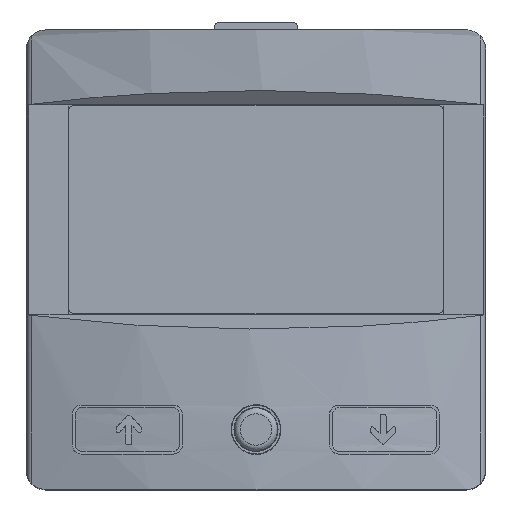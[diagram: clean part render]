
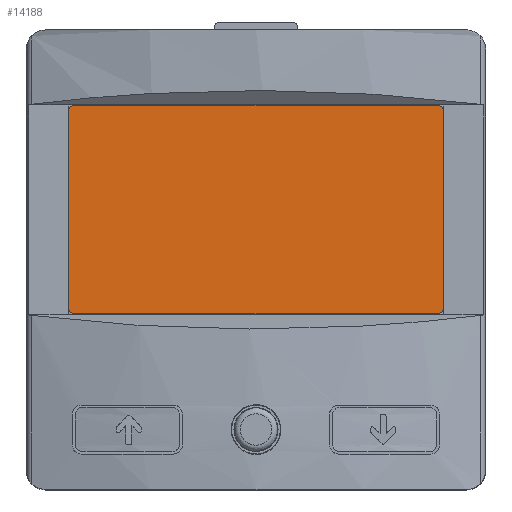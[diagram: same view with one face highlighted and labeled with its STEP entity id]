
A CAD part, top view. The second image highlights one B-rep face of the part: STEP entity #14188.
In plain terms, the highlighted planar face has unit normal (0, 0, 1).
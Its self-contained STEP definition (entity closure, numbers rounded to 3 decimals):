
#268=CIRCLE('',#14894,0.4);
#269=CIRCLE('',#14897,0.4);
#270=CIRCLE('',#14900,0.4);
#271=CIRCLE('',#14903,0.4);
#976=ORIENTED_EDGE('',*,*,#4063,.T.);
#977=ORIENTED_EDGE('',*,*,#4066,.T.);
#978=ORIENTED_EDGE('',*,*,#4068,.T.);
#979=ORIENTED_EDGE('',*,*,#4070,.T.);
#980=ORIENTED_EDGE('',*,*,#4072,.T.);
#981=ORIENTED_EDGE('',*,*,#4074,.T.);
#982=ORIENTED_EDGE('',*,*,#4076,.T.);
#983=ORIENTED_EDGE('',*,*,#4077,.T.);
#4063=EDGE_CURVE('',#5628,#5627,#6665,.T.);
#4066=EDGE_CURVE('',#5627,#5629,#268,.T.);
#4068=EDGE_CURVE('',#5629,#5630,#6669,.T.);
#4070=EDGE_CURVE('',#5630,#5631,#269,.T.);
#4072=EDGE_CURVE('',#5631,#5632,#6672,.T.);
#4074=EDGE_CURVE('',#5632,#5633,#270,.T.);
#4076=EDGE_CURVE('',#5633,#5634,#6675,.T.);
#4077=EDGE_CURVE('',#5634,#5628,#271,.T.);
#5627=VERTEX_POINT('',#19670);
#5628=VERTEX_POINT('',#19672);
#5629=VERTEX_POINT('',#19676);
#5630=VERTEX_POINT('',#19680);
#5631=VERTEX_POINT('',#19684);
#5632=VERTEX_POINT('',#19688);
#5633=VERTEX_POINT('',#19692);
#5634=VERTEX_POINT('',#19696);
#6665=LINE('',#19671,#8020);
#6669=LINE('',#19681,#8024);
#6672=LINE('',#19689,#8027);
#6675=LINE('',#19697,#8030);
#8020=VECTOR('',#16175,1000.);
#8024=VECTOR('',#16185,1000.);
#8027=VECTOR('',#16194,1000.);
#8030=VECTOR('',#16203,1000.);
#9145=EDGE_LOOP('',(#976,#977,#978,#979,#980,#981,#982,#983));
#9908=FACE_BOUND('',#9145,.T.);
#10588=PLANE('',#14904);
#14188=ADVANCED_FACE('',(#9908),#10588,.T.);
#14894=AXIS2_PLACEMENT_3D('',#19677,#16180,#16181);
#14897=AXIS2_PLACEMENT_3D('',#19685,#16189,#16190);
#14900=AXIS2_PLACEMENT_3D('',#19693,#16198,#16199);
#14903=AXIS2_PLACEMENT_3D('',#19699,#16206,#16207);
#14904=AXIS2_PLACEMENT_3D('',#19700,#16208,#16209);
#16175=DIRECTION('',(0.,-1.,0.));
#16180=DIRECTION('',(0.,0.,1.));
#16181=DIRECTION('',(1.,0.,0.));
#16185=DIRECTION('',(1.,0.,0.));
#16189=DIRECTION('',(0.,0.,1.));
#16190=DIRECTION('',(1.,0.,0.));
#16194=DIRECTION('',(0.,1.,0.));
#16198=DIRECTION('',(0.,0.,1.));
#16199=DIRECTION('',(1.,0.,0.));
#16203=DIRECTION('',(-1.,0.,0.));
#16206=DIRECTION('',(0.,0.,1.));
#16207=DIRECTION('',(1.,0.,0.));
#16208=DIRECTION('',(0.,0.,1.));
#16209=DIRECTION('',(1.,0.,0.));
#19670=CARTESIAN_POINT('',(-12.25,-3.125,25.5));
#19671=CARTESIAN_POINT('',(-12.25,9.675,25.5));
#19672=CARTESIAN_POINT('',(-12.25,9.675,25.5));
#19676=CARTESIAN_POINT('',(-11.85,-3.525,25.5));
#19677=CARTESIAN_POINT('',(-11.85,-3.125,25.5));
#19680=CARTESIAN_POINT('',(11.85,-3.525,25.5));
#19681=CARTESIAN_POINT('',(-11.85,-3.525,25.5));
#19684=CARTESIAN_POINT('',(12.25,-3.125,25.5));
#19685=CARTESIAN_POINT('',(11.85,-3.125,25.5));
#19688=CARTESIAN_POINT('',(12.25,9.675,25.5));
#19689=CARTESIAN_POINT('',(12.25,-3.125,25.5));
#19692=CARTESIAN_POINT('',(11.85,10.075,25.5));
#19693=CARTESIAN_POINT('',(11.85,9.675,25.5));
#19696=CARTESIAN_POINT('',(-11.85,10.075,25.5));
#19697=CARTESIAN_POINT('',(11.85,10.075,25.5));
#19699=CARTESIAN_POINT('',(-11.85,9.675,25.5));
#19700=CARTESIAN_POINT('',(-11.85,-3.125,25.5));
